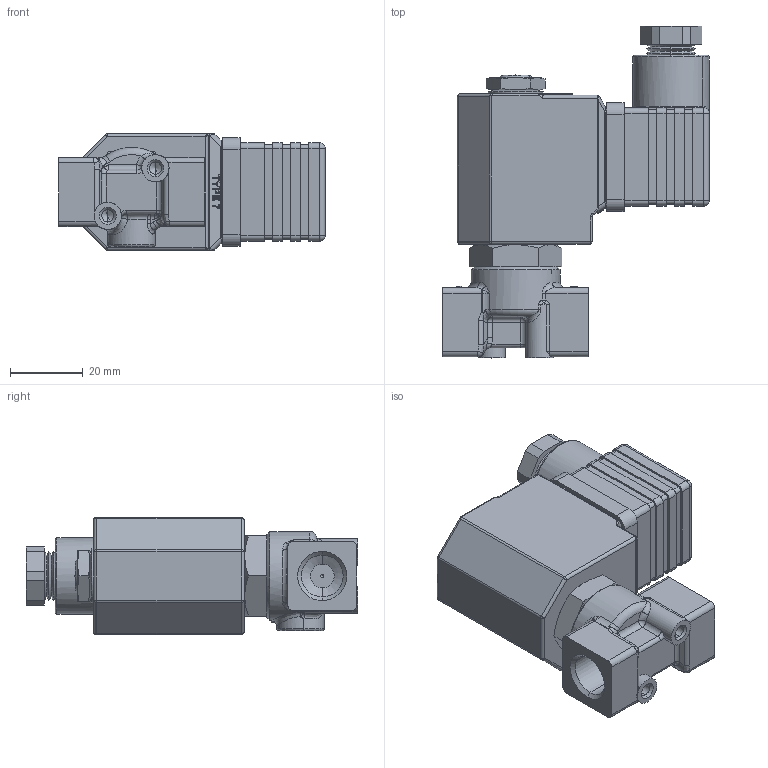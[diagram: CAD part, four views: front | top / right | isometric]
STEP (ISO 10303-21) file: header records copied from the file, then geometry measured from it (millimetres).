
FILE_DESCRIPTION(/* description */ ('VariCAD 2016-1.06 AP-214'),/* implementation_level */ '2;1');
FILE_NAME(/* name */ 'mo_214_24v=.stp',/* time_stamp */ '2016-06-16T12:39:27+02:00',/* author */ (''),/* organization */ (''),/* preprocessor_version */ 'ST-DEVELOPER v14',/* originating_system */ 'VariCAD 2016-1.06; kernel version (20130303)',/* authorisation */ '');
FILE_SCHEMA (('AUTOMOTIVE_DESIGN'));
Length unit declared in the file: millimetre
Products named in the file (7): mo_214_24v=; RD263D____7__1P0A1_V01-NO<6>; RD263D____7__1P0A1_V01-NO<5>; RD263D____7__1P0A1_V01-NO<4>; RD263D____7__1P0A1_V01-NO<3>; RD263D____7__1P0A1_V01-NO<2>; RD263D____7__1P0A1_V01-NO<1>
Assembly tree (6 placements, depth 2):
  mo_214_24v=
    RD263D____7__1P0A1_V01-NO<6>
    RD263D____7__1P0A1_V01-NO<5>
    RD263D____7__1P0A1_V01-NO<4>
    RD263D____7__1P0A1_V01-NO<3>
    RD263D____7__1P0A1_V01-NO<2>
    RD263D____7__1P0A1_V01-NO<1>
Bounding box: 73.2 x 91.2 x 32 mm (x, y, z)
Volume: 91146.4 mm3; surface area: 29465.5 mm2
Topology: 6 solids, 6 shells, 789 faces, 1932 edges, 1161 vertices
Faces by surface type: plane 356, cylinder 220, cone 80, bspline 80, torus 29, sphere 24
Entity records: 33481 total; most frequent: CARTESIAN_POINT 15665, ORIENTED_EDGE 3782, DIRECTION 3438, EDGE_CURVE 1891, AXIS2_PLACEMENT_3D 1200, VERTEX_POINT 1161, LINE 1038, VECTOR 1038
